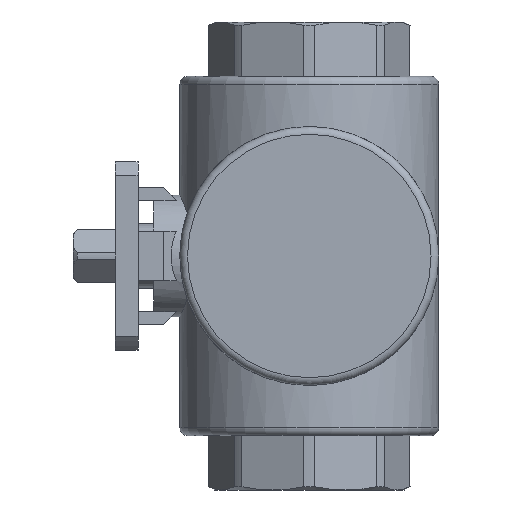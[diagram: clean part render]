
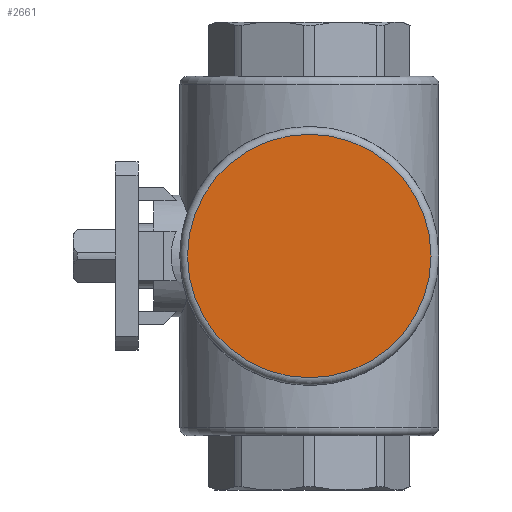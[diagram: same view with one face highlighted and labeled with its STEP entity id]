
A CAD part, left-side view. The second image highlights one B-rep face of the part: STEP entity #2661.
In plain terms, the highlighted planar face has unit normal (-1, 0, 0).
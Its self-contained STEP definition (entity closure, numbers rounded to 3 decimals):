
#38=PLANE('',#2937);
#593=CIRCLE('',#2938,32.);
#942=ORIENTED_EDGE('',*,*,#1680,.T.);
#1680=EDGE_CURVE('',#2014,#2014,#593,.T.);
#2014=VERTEX_POINT('',#4578);
#2239=EDGE_LOOP('',(#942));
#2438=FACE_BOUND('',#2239,.T.);
#2661=ADVANCED_FACE('',(#2438),#38,.F.);
#2937=AXIS2_PLACEMENT_3D('',#4576,#3498,#3499);
#2938=AXIS2_PLACEMENT_3D('',#4577,#3500,#3501);
#3498=DIRECTION('',(1.,0.,0.));
#3499=DIRECTION('',(0.,1.,0.));
#3500=DIRECTION('',(-1.,0.,0.));
#3501=DIRECTION('',(0.,-1.,0.));
#4576=CARTESIAN_POINT('',(-38.,-32.,0.));
#4577=CARTESIAN_POINT('',(-38.,0.,0.));
#4578=CARTESIAN_POINT('',(-38.,-32.,0.));
